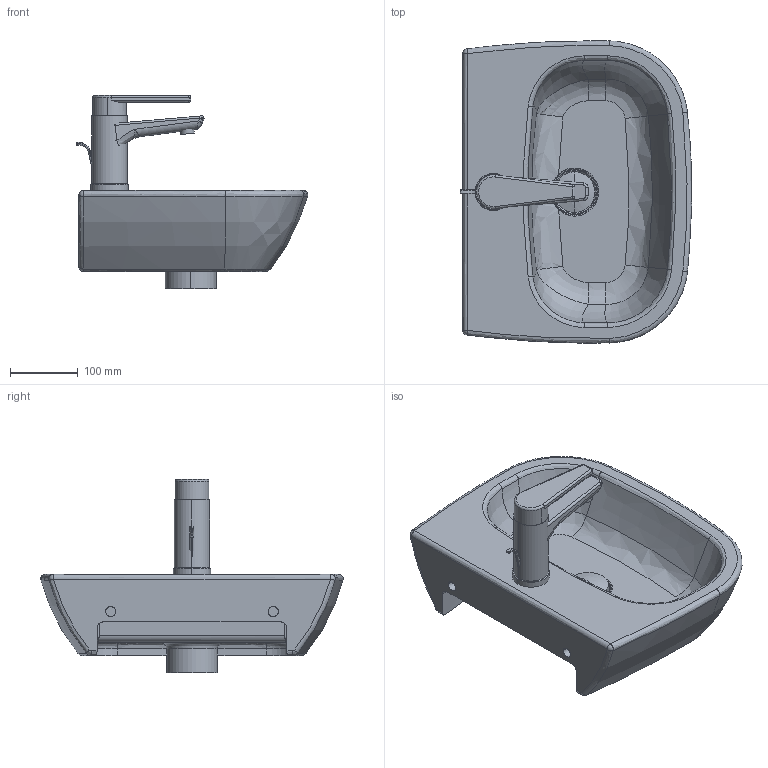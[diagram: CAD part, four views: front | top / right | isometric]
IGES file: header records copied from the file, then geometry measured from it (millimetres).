
Global section: file name: No Iges File Name specified; native system: Autodesk Inventor 2011; preprocessor: AutoDesk Inventor Iges Exporter R2011; author: Administrator; date: 20121012.094803; units: millimetre
Bounding box: 341.78 x 446.32 x 285.06 mm (x, y, z)
Volume: 7178231.5 mm3; surface area: 583084.8 mm2
Topology: 8 solids, 8 shells, 241 faces, 575 edges, 335 vertices
Faces by surface type: bspline 88, cylinder 55, plane 44, revolution 25, torus 15, sphere 10, cone 4
